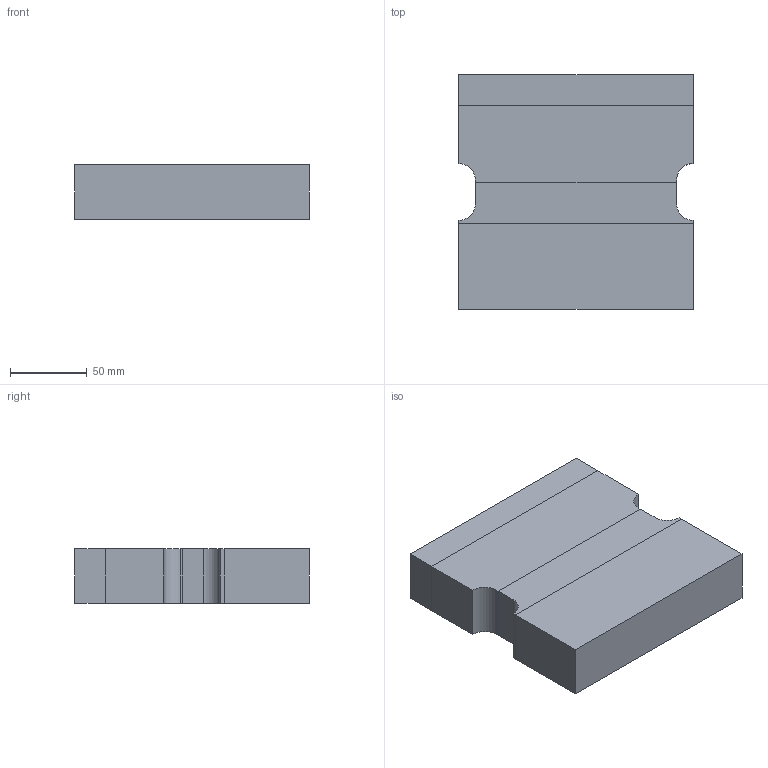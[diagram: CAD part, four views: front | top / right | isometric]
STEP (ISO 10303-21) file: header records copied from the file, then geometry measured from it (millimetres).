
FILE_DESCRIPTION(/* description */ (''),/* implementation_level */ '2;1');
FILE_NAME(/* name */ 'Top Half.step',/* time_stamp */ '2020-03-03T17:52:34-05:00',/* author */ (''),/* organization */ (''),/* preprocessor_version */ 'ST-DEVELOPER v18',/* originating_system */ 'Autodesk Translation Framework v8.12.0.6',/* authorisation */ '');
FILE_SCHEMA (('AUTOMOTIVE_DESIGN { 1 0 10303 214 3 1 1 }'));
Length unit declared in the file: millimetre
Products named in the file (1): Top Half
Bounding box: 152.5 x 152.4 x 35.1 mm (x, y, z)
Volume: 679180.3 mm3; surface area: 99375.2 mm2
Topology: 4 solids, 4 shells, 69 faces, 177 edges, 118 vertices
Faces by surface type: plane 54, cylinder 15
Full cylindrical faces by diameter (mm): 18 x2
Entity records: 2111 total; most frequent: CARTESIAN_POINT 365, ORIENTED_EDGE 354, DIRECTION 347, EDGE_CURVE 177, LINE 147, VECTOR 147, VERTEX_POINT 118, AXIS2_PLACEMENT_3D 100
